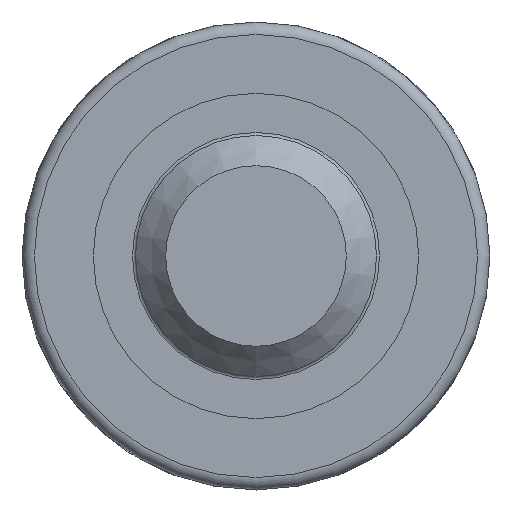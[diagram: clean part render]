
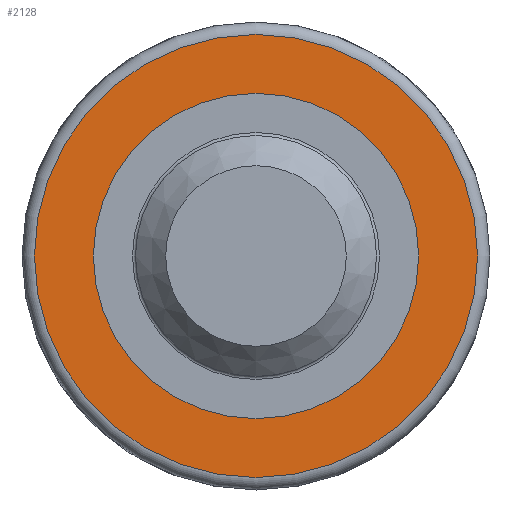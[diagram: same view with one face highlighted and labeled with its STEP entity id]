
A CAD part, left-side view. The second image highlights one B-rep face of the part: STEP entity #2128.
In plain terms, the highlighted planar face has unit normal (-1, 0, 0).
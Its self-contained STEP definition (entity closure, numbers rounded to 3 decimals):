
#142=FACE_BOUND('',#435,.T.);
#189=PLANE('',#2411);
#309=FACE_OUTER_BOUND('',#434,.T.);
#434=EDGE_LOOP('',(#1948,#1949));
#435=EDGE_LOOP('',(#1950,#1951));
#835=CIRCLE('',#2389,26.25);
#836=CIRCLE('',#2390,26.25);
#851=CIRCLE('',#2409,36.785);
#852=CIRCLE('',#2410,36.785);
#1052=VERTEX_POINT('',#3832);
#1053=VERTEX_POINT('',#3834);
#1065=VERTEX_POINT('',#3894);
#1066=VERTEX_POINT('',#3896);
#1346=EDGE_CURVE('',#1053,#1052,#835,.T.);
#1347=EDGE_CURVE('',#1052,#1053,#836,.T.);
#1364=EDGE_CURVE('',#1065,#1066,#851,.T.);
#1365=EDGE_CURVE('',#1066,#1065,#852,.T.);
#1948=ORIENTED_EDGE('',*,*,#1365,.F.);
#1949=ORIENTED_EDGE('',*,*,#1364,.F.);
#1950=ORIENTED_EDGE('',*,*,#1346,.T.);
#1951=ORIENTED_EDGE('',*,*,#1347,.T.);
#2128=ADVANCED_FACE('',(#309,#142),#189,.T.);
#2389=AXIS2_PLACEMENT_3D('',#3835,#3018,#3019);
#2390=AXIS2_PLACEMENT_3D('',#3836,#3020,#3021);
#2409=AXIS2_PLACEMENT_3D('',#3897,#3060,#3061);
#2410=AXIS2_PLACEMENT_3D('',#3898,#3062,#3063);
#2411=AXIS2_PLACEMENT_3D('',#3899,#3064,#3065);
#3018=DIRECTION('center_axis',(1.,0.,0.));
#3019=DIRECTION('ref_axis',(0.,-1.,0.));
#3020=DIRECTION('center_axis',(1.,0.,0.));
#3021=DIRECTION('ref_axis',(0.,-1.,0.));
#3060=DIRECTION('center_axis',(1.,0.,0.));
#3061=DIRECTION('ref_axis',(0.,-1.,0.));
#3062=DIRECTION('center_axis',(1.,0.,0.));
#3063=DIRECTION('ref_axis',(0.,-1.,0.));
#3064=DIRECTION('center_axis',(-1.,0.,0.));
#3065=DIRECTION('ref_axis',(0.,0.,
1.));
#3832=CARTESIAN_POINT('',(20.5,26.25,0.));
#3834=CARTESIAN_POINT('',(20.5,-26.25,0.));
#3835=CARTESIAN_POINT('Origin',(20.5,0.,0.));
#3836=CARTESIAN_POINT('Origin',(20.5,0.,0.));
#3894=CARTESIAN_POINT('',(20.5,0.,36.785));
#3896=CARTESIAN_POINT('',(20.5,36.785,0.));
#3897=CARTESIAN_POINT('Origin',(20.5,0.,0.));
#3898=CARTESIAN_POINT('Origin',(20.5,0.,0.));
#3899=CARTESIAN_POINT('Origin',(20.5,34.078,0.));
